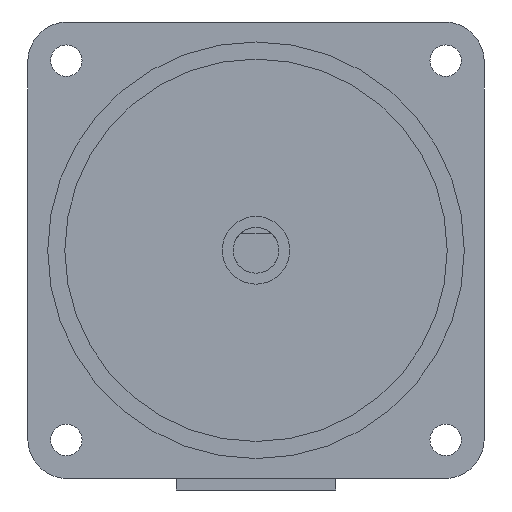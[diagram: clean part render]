
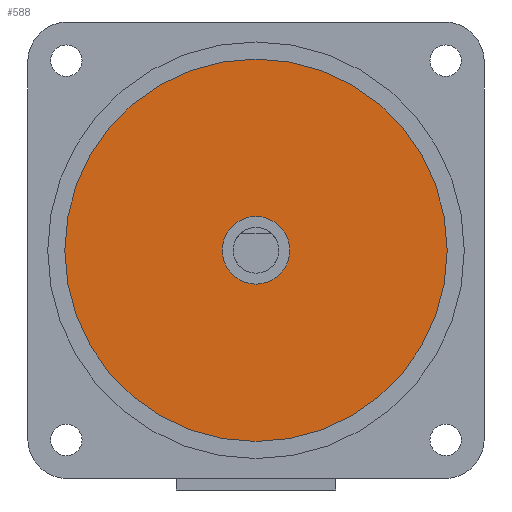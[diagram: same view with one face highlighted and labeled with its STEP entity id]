
A CAD part, left-side view. The second image highlights one B-rep face of the part: STEP entity #588.
In plain terms, the highlighted planar face has unit normal (-1, 0, 0).
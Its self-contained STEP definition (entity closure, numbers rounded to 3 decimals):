
#568=CARTESIAN_POINT('POINT795',(0.,0.,
   33.5));
#569=VERTEX_POINT('VERTEX795',#568);
#570=CARTESIAN_POINT('POINT796',(0.,
   0.,-33.5));
#571=VERTEX_POINT('VERTEX796',#570);
#572=CARTESIAN_POINT('POS1128',(0.,0.,0.));
#573=DIRECTION('DIR1761',(1.,0.,0.));
#574=DIRECTION('DIR1762',(0.,0.,1.));
#575=AXIS2_PLACEMENT_3D('AXIS634',#572,#573,#574);
#576=CIRCLE('ELLIPSE282',#575,33.5);
#577=EDGE_CURVE('EDGE1309',#569,#571,#576,.T.);
#578=ORIENTED_EDGE('COEDGE2601',*,*,#577,.F.);
#579=EDGE_CURVE('EDGE1310',#571,#569,#576,.T.);
#580=ORIENTED_EDGE('COEDGE2602',*,*,#579,.F.);
#581=EDGE_LOOP('NONE',(#578,#580));
#582=FACE_BOUND('LOOP1',#581,.T.);
#583=CARTESIAN_POINT('POS1129',(0.,0.,
   16.75));
#584=DIRECTION('DIR1763',(1.,0.,0.));
#585=DIRECTION('DIR1764',(0.,1.,0.));
#586=AXIS2_PLACEMENT_3D('AXIS635',#583,#584,#585);
#587=PLANE('PLANE238',#586);
#588=ADVANCED_FACE('FACE596',(#582),#587,.F.);
